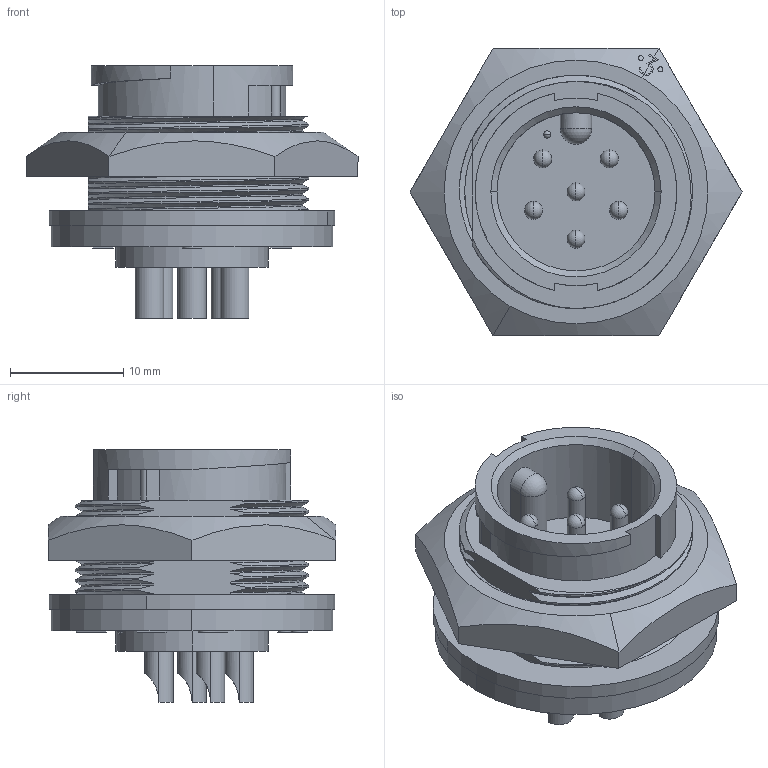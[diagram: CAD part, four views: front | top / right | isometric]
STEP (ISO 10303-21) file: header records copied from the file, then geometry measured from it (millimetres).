
FILE_DESCRIPTION (( 'STEP AP214' ), '1' );
FILE_NAME ('4382-6PG-3ES.STEP', '2017-04-27T16:45:47', ( '' ), ( '' ), 'SwSTEP 2.0', 'SolidWorks 2014', '' );
FILE_SCHEMA (( 'AUTOMOTIVE_DESIGN' ));
Length unit declared in the file: millimetre
Products named in the file (1): 4382-6PG-3ES
Bounding box: 29.33 x 25.4 x 22.3 mm (x, y, z)
Volume: 5192.4 mm3; surface area: 4241.6 mm2
Topology: 1 solids, 1 shells, 381 faces, 1058 edges, 690 vertices
Faces by surface type: plane 156, cylinder 107, bspline 87, sphere 17, cone 14
Entity records: 20897 total; most frequent: CARTESIAN_POINT 12133, ORIENTED_EDGE 2080, DIRECTION 1425, EDGE_CURVE 1040, VERTEX_POINT 687, VECTOR 513, LINE 513, AXIS2_PLACEMENT_3D 456
